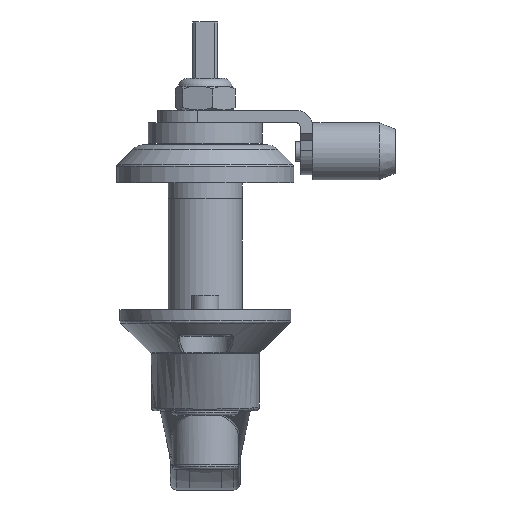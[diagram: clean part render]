
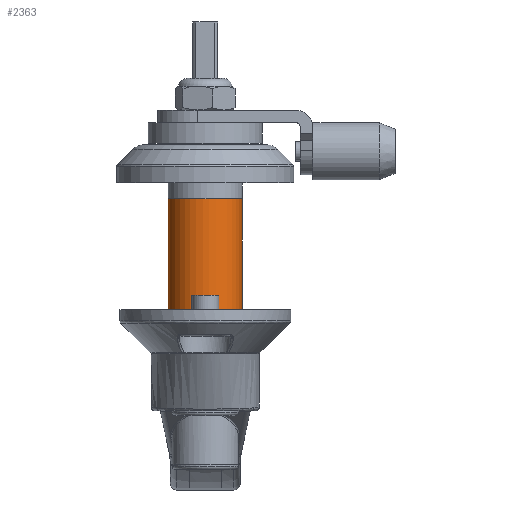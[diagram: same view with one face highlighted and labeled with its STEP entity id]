
A CAD part, front view. The second image highlights one B-rep face of the part: STEP entity #2363.
In plain terms, the highlighted cylindrical face has radius 11.75 mm (diameter 23.5 mm), a full revolution.
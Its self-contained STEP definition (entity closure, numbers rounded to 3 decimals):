
#2363=ADVANCED_FACE('',(#4874,#4875),#4876,.T.);
#4874=FACE_OUTER_BOUND('',#25329,.T.);
#4875=FACE_OUTER_BOUND('',#25330,.T.);
#4876=CYLINDRICAL_SURFACE('',#25331,11.75);
#25329=EDGE_LOOP('',(#34547));
#25330=EDGE_LOOP('',(#34548));
#25331=AXIS2_PLACEMENT_3D('',#34549,#34550,#34551);
#34547=ORIENTED_EDGE('',*,*,#36453,.F.);
#34548=ORIENTED_EDGE('',*,*,#36542,.T.);
#34549=CARTESIAN_POINT('',(0.,0.,39.0));
#34550=DIRECTION('',(0.,0.,-1.0));
#34551=DIRECTION('',(-0.83,0.557,0.));
#36453=EDGE_CURVE('',#39873,#39873,#39874,.T.);
#36542=EDGE_CURVE('',#40013,#40013,#40014,.T.);
#39873=VERTEX_POINT('',#47234);
#39874=CIRCLE('',#47235,11.75);
#40013=VERTEX_POINT('',#48050);
#40014=CIRCLE('',#48051,11.75);
#47234=CARTESIAN_POINT('',(9.758,-6.546,39.0));
#47235=AXIS2_PLACEMENT_3D('',#56425,#56426,#56427);
#48050=CARTESIAN_POINT('',(9.758,-6.546,4.));
#48051=AXIS2_PLACEMENT_3D('',#56520,#56521,#56522);
#56425=CARTESIAN_POINT('',(0.,0.,39.0));
#56426=DIRECTION('',(0.,0.,1.0));
#56427=DIRECTION('',(0.83,-0.557,0.));
#56520=CARTESIAN_POINT('',(0.,0.,4.));
#56521=DIRECTION('',(0.,0.,1.0));
#56522=DIRECTION('',(0.83,-0.557,0.));
